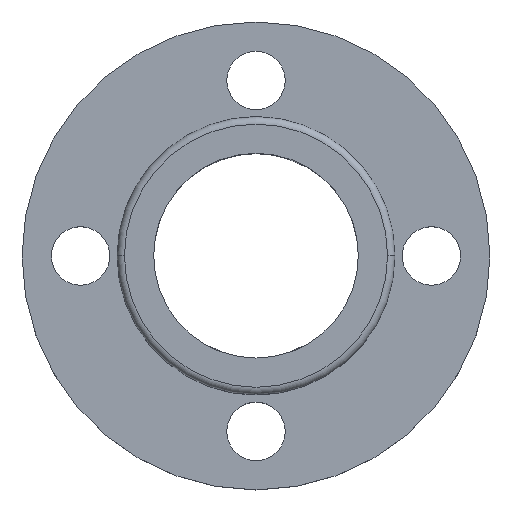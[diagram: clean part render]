
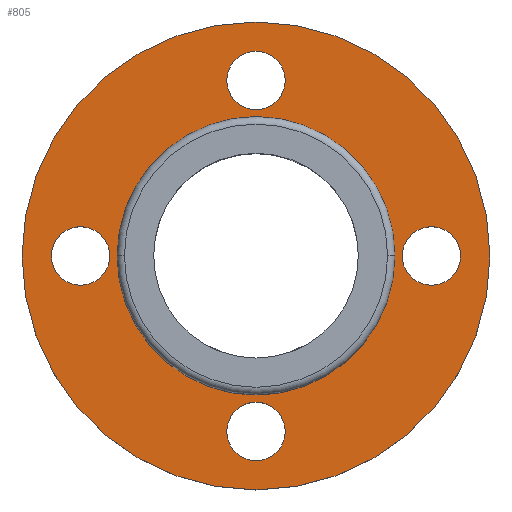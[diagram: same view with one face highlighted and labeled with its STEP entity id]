
A CAD part, top view. The second image highlights one B-rep face of the part: STEP entity #805.
In plain terms, the highlighted planar face has unit normal (0, 0, 1).
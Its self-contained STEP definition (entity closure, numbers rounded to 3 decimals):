
#22 = CARTESIAN_POINT ( 'NONE',  ( -14., 0., 3. ) ) ;
#26 = DIRECTION ( 'NONE',  ( 1., 0., 0. ) ) ;
#32 = VERTEX_POINT ( 'NONE', #689 ) ;
#40 = EDGE_CURVE ( 'NONE', #921, #367, #155, .T. ) ;
#51 = EDGE_CURVE ( 'NONE', #437, #32, #99, .T. ) ;
#62 = DIRECTION ( 'NONE',  ( 1., 0., 0. ) ) ;
#79 = VERTEX_POINT ( 'NONE', #284 ) ;
#82 = ORIENTED_EDGE ( 'NONE', *, *, #723, .F. ) ;
#94 = CARTESIAN_POINT ( 'NONE',  ( 12., 0., 3. ) ) ;
#97 = CARTESIAN_POINT ( 'NONE',  ( 0., 0., 3. ) ) ;
#99 = CIRCLE ( 'NONE', #567, 2. ) ;
#104 = AXIS2_PLACEMENT_3D ( 'NONE', #238, #150, #796 ) ;
#110 = EDGE_CURVE ( 'NONE', #768, #991, #413, .T. ) ;
#122 = CARTESIAN_POINT ( 'NONE',  ( 2., -12., 3. ) ) ;
#124 = EDGE_CURVE ( 'NONE', #79, #825, #721, .T. ) ;
#145 = ORIENTED_EDGE ( 'NONE', *, *, #962, .F. ) ;
#148 = DIRECTION ( 'NONE',  ( 0., 0., 1. ) ) ;
#150 = DIRECTION ( 'NONE',  ( 0., 0., 1. ) ) ;
#155 = CIRCLE ( 'NONE', #290, 2. ) ;
#162 = FACE_BOUND ( 'NONE', #587, .T. ) ;
#183 = EDGE_CURVE ( 'NONE', #825, #79, #325, .T. ) ;
#196 = ORIENTED_EDGE ( 'NONE', *, *, #741, .F. ) ;
#212 = VERTEX_POINT ( 'NONE', #909 ) ;
#217 = ORIENTED_EDGE ( 'NONE', *, *, #40, .F. ) ;
#221 = VERTEX_POINT ( 'NONE', #22 ) ;
#222 = AXIS2_PLACEMENT_3D ( 'NONE', #458, #951, #878 ) ;
#225 = PLANE ( 'NONE',  #222 ) ;
#228 = EDGE_LOOP ( 'NONE', ( #684, #593 ) ) ;
#229 = FACE_BOUND ( 'NONE', #423, .T. ) ;
#238 = CARTESIAN_POINT ( 'NONE',  ( 0., 12., 3. ) ) ;
#244 = FACE_BOUND ( 'NONE', #317, .T. ) ;
#267 = DIRECTION ( 'NONE',  ( 0., 0., 1. ) ) ;
#268 = DIRECTION ( 'NONE',  ( 1., 0., 0. ) ) ;
#280 = EDGE_CURVE ( 'NONE', #212, #668, #892, .T. ) ;
#284 = CARTESIAN_POINT ( 'NONE',  ( -9.5, 0., 3. ) ) ;
#290 = AXIS2_PLACEMENT_3D ( 'NONE', #623, #926, #447 ) ;
#295 = CIRCLE ( 'NONE', #569, 16. ) ;
#308 = CARTESIAN_POINT ( 'NONE',  ( -10., 0., 3. ) ) ;
#317 = EDGE_LOOP ( 'NONE', ( #217, #196 ) ) ;
#325 = CIRCLE ( 'NONE', #578, 9.5 ) ;
#327 = CARTESIAN_POINT ( 'NONE',  ( 0., 0., 3. ) ) ;
#336 = CARTESIAN_POINT ( 'NONE',  ( -12., 0., 3. ) ) ;
#337 = CARTESIAN_POINT ( 'NONE',  ( 0., 0., 3. ) ) ;
#348 = CIRCLE ( 'NONE', #752, 2. ) ;
#367 = VERTEX_POINT ( 'NONE', #649 ) ;
#401 = ORIENTED_EDGE ( 'NONE', *, *, #934, .F. ) ;
#412 = CARTESIAN_POINT ( 'NONE',  ( -2., 12., 3. ) ) ;
#413 = CIRCLE ( 'NONE', #984, 2. ) ;
#421 = CIRCLE ( 'NONE', #944, 2. ) ;
#423 = EDGE_LOOP ( 'NONE', ( #401, #946 ) ) ;
#437 = VERTEX_POINT ( 'NONE', #122 ) ;
#447 = DIRECTION ( 'NONE',  ( 1., 0., 0. ) ) ;
#458 = CARTESIAN_POINT ( 'NONE',  ( 0., 0., 3. ) ) ;
#460 = CIRCLE ( 'NONE', #104, 2. ) ;
#472 = DIRECTION ( 'NONE',  ( 0., 0., 1. ) ) ;
#474 = ORIENTED_EDGE ( 'NONE', *, *, #110, .F. ) ;
#477 = CARTESIAN_POINT ( 'NONE',  ( 10., 0., 3. ) ) ;
#504 = DIRECTION ( 'NONE',  ( 0., 0., 1. ) ) ;
#518 = AXIS2_PLACEMENT_3D ( 'NONE', #97, #267, #26 ) ;
#521 = ORIENTED_EDGE ( 'NONE', *, *, #714, .T. ) ;
#539 = FACE_OUTER_BOUND ( 'NONE', #998, .T. ) ;
#545 = DIRECTION ( 'NONE',  ( 0., 0., 1. ) ) ;
#546 = CARTESIAN_POINT ( 'NONE',  ( -12., 0., 3. ) ) ;
#547 = CARTESIAN_POINT ( 'NONE',  ( 9.5, 0., 3. ) ) ;
#551 = AXIS2_PLACEMENT_3D ( 'NONE', #937, #148, #62 ) ;
#555 = EDGE_CURVE ( 'NONE', #931, #221, #348, .T. ) ;
#567 = AXIS2_PLACEMENT_3D ( 'NONE', #695, #759, #772 ) ;
#569 = AXIS2_PLACEMENT_3D ( 'NONE', #327, #545, #875 ) ;
#578 = AXIS2_PLACEMENT_3D ( 'NONE', #337, #504, #973 ) ;
#587 = EDGE_LOOP ( 'NONE', ( #145, #845 ) ) ;
#593 = ORIENTED_EDGE ( 'NONE', *, *, #183, .F. ) ;
#601 = CARTESIAN_POINT ( 'NONE',  ( 0., 12., 3. ) ) ;
#623 = CARTESIAN_POINT ( 'NONE',  ( 12., 0., 3. ) ) ;
#634 = FACE_BOUND ( 'NONE', #831, .T. ) ;
#644 = DIRECTION ( 'NONE',  ( 0., 0., 1. ) ) ;
#649 = CARTESIAN_POINT ( 'NONE',  ( 14., 0., 3. ) ) ;
#652 = DIRECTION ( 'NONE',  ( 1., 0., 0. ) ) ;
#668 = VERTEX_POINT ( 'NONE', #734 ) ;
#674 = ORIENTED_EDGE ( 'NONE', *, *, #280, .T. ) ;
#684 = ORIENTED_EDGE ( 'NONE', *, *, #124, .F. ) ;
#689 = CARTESIAN_POINT ( 'NONE',  ( -2., -12., 3. ) ) ;
#694 = DIRECTION ( 'NONE',  ( 1., 0., 0. ) ) ;
#695 = CARTESIAN_POINT ( 'NONE',  ( 0., -12., 3. ) ) ;
#714 = EDGE_CURVE ( 'NONE', #668, #212, #295, .T. ) ;
#721 = CIRCLE ( 'NONE', #877, 9.5 ) ;
#723 = EDGE_CURVE ( 'NONE', #991, #768, #460, .T. ) ;
#734 = CARTESIAN_POINT ( 'NONE',  ( -16., 0., 3. ) ) ;
#735 = CIRCLE ( 'NONE', #821, 2. ) ;
#741 = EDGE_CURVE ( 'NONE', #367, #921, #735, .T. ) ;
#752 = AXIS2_PLACEMENT_3D ( 'NONE', #546, #472, #789 ) ;
#758 = DIRECTION ( 'NONE',  ( 1., 0., 0. ) ) ;
#759 = DIRECTION ( 'NONE',  ( 0., 0., 1. ) ) ;
#768 = VERTEX_POINT ( 'NONE', #987 ) ;
#772 = DIRECTION ( 'NONE',  ( 1., 0., 0. ) ) ;
#773 = CIRCLE ( 'NONE', #551, 2. ) ;
#789 = DIRECTION ( 'NONE',  ( 1., 0., 0. ) ) ;
#796 = DIRECTION ( 'NONE',  ( 1., 0., 0. ) ) ;
#805 = ADVANCED_FACE ( 'NONE', ( #162, #229, #244, #634, #863, #539 ), #225, .T. ) ;
#821 = AXIS2_PLACEMENT_3D ( 'NONE', #94, #888, #268 ) ;
#825 = VERTEX_POINT ( 'NONE', #547 ) ;
#831 = EDGE_LOOP ( 'NONE', ( #82, #474 ) ) ;
#833 = DIRECTION ( 'NONE',  ( 0., 0., 1. ) ) ;
#845 = ORIENTED_EDGE ( 'NONE', *, *, #555, .F. ) ;
#863 = FACE_BOUND ( 'NONE', #228, .T. ) ;
#875 = DIRECTION ( 'NONE',  ( 1., 0., 0. ) ) ;
#877 = AXIS2_PLACEMENT_3D ( 'NONE', #941, #833, #694 ) ;
#878 = DIRECTION ( 'NONE',  ( 1., 0., 0. ) ) ;
#888 = DIRECTION ( 'NONE',  ( 0., 0., 1. ) ) ;
#892 = CIRCLE ( 'NONE', #518, 16. ) ;
#909 = CARTESIAN_POINT ( 'NONE',  ( 16., 0., 3. ) ) ;
#919 = DIRECTION ( 'NONE',  ( 0., 0., 1. ) ) ;
#921 = VERTEX_POINT ( 'NONE', #477 ) ;
#926 = DIRECTION ( 'NONE',  ( 0., 0., 1. ) ) ;
#931 = VERTEX_POINT ( 'NONE', #308 ) ;
#934 = EDGE_CURVE ( 'NONE', #32, #437, #773, .T. ) ;
#937 = CARTESIAN_POINT ( 'NONE',  ( 0., -12., 3. ) ) ;
#941 = CARTESIAN_POINT ( 'NONE',  ( 0., 0., 3. ) ) ;
#944 = AXIS2_PLACEMENT_3D ( 'NONE', #336, #644, #652 ) ;
#946 = ORIENTED_EDGE ( 'NONE', *, *, #51, .F. ) ;
#951 = DIRECTION ( 'NONE',  ( 0., 0., 1. ) ) ;
#962 = EDGE_CURVE ( 'NONE', #221, #931, #421, .T. ) ;
#973 = DIRECTION ( 'NONE',  ( 1., 0., 0. ) ) ;
#984 = AXIS2_PLACEMENT_3D ( 'NONE', #601, #919, #758 ) ;
#987 = CARTESIAN_POINT ( 'NONE',  ( 2., 12., 3. ) ) ;
#991 = VERTEX_POINT ( 'NONE', #412 ) ;
#998 = EDGE_LOOP ( 'NONE', ( #521, #674 ) ) ;
